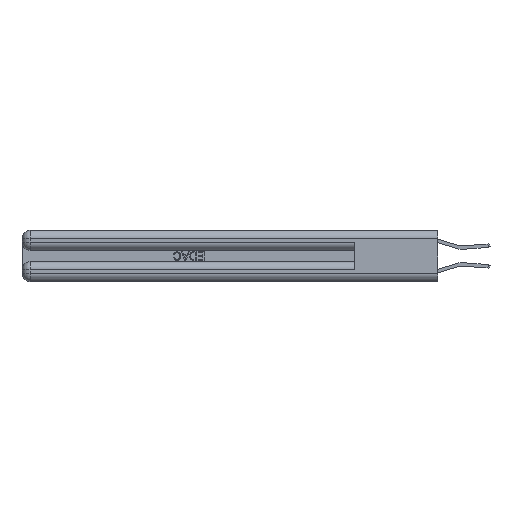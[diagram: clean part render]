
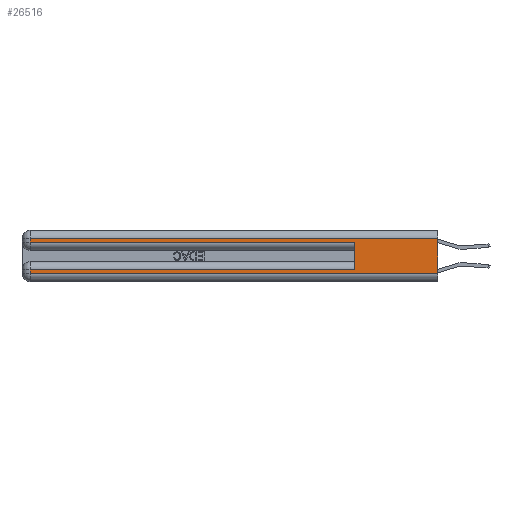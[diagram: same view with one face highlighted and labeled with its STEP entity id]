
A CAD part, left-side view. The second image highlights one B-rep face of the part: STEP entity #26516.
In plain terms, the highlighted planar face has unit normal (-1, 0, 0).
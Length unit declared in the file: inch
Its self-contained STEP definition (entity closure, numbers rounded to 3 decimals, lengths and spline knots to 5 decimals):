
#292 = CARTESIAN_POINT ( 'NONE',  ( 0., 0.6, 0.145 ) ) ;
#810 = DIRECTION ( 'NONE',  ( 0., -1., 0. ) ) ;
#870 = CARTESIAN_POINT ( 'NONE',  ( 0., 2.94, 0.31 ) ) ;
#1659 = VECTOR ( 'NONE', #25404, 39.37008 ) ;
#2389 = CARTESIAN_POINT ( 'NONE',  ( 0., 0., 0.285 ) ) ;
#2636 = VECTOR ( 'NONE', #15849, 39.37008 ) ;
#2838 = CARTESIAN_POINT ( 'NONE',  ( 0., 0.6, 0.085 ) ) ;
#3583 = LINE ( 'NONE', #5945, #28395 ) ;
#4608 = CARTESIAN_POINT ( 'NONE',  ( 0., 0., 0.06 ) ) ;
#4840 = VECTOR ( 'NONE', #17329, 39.37008 ) ;
#4951 = CARTESIAN_POINT ( 'NONE',  ( 0., 2.94, 0.37 ) ) ;
#5623 = CARTESIAN_POINT ( 'NONE',  ( 0., 2.94, 0.37 ) ) ;
#5644 = CARTESIAN_POINT ( 'NONE',  ( 0., 0., 0.37 ) ) ;
#5945 = CARTESIAN_POINT ( 'NONE',  ( 0., 0., 0.085 ) ) ;
#6980 = EDGE_CURVE ( 'NONE', #30379, #9923, #28594, .T. ) ;
#7165 = EDGE_CURVE ( 'NONE', #13860, #13091, #22035, .T. ) ;
#9679 = AXIS2_PLACEMENT_3D ( 'NONE', #20827, #23664, #11107 ) ;
#9817 = EDGE_CURVE ( 'NONE', #30587, #13091, #30640, .T. ) ;
#9851 = ORIENTED_EDGE ( 'NONE', *, *, #9817, .F. ) ;
#9923 = VERTEX_POINT ( 'NONE', #15703 ) ;
#10600 = FACE_OUTER_BOUND ( 'NONE', #27794, .T. ) ;
#11107 = DIRECTION ( 'NONE',  ( 0., 0., -1. ) ) ;
#11624 = EDGE_CURVE ( 'NONE', #19641, #17842, #3583, .T. ) ;
#12667 = LINE ( 'NONE', #4951, #1659 ) ;
#12734 = LINE ( 'NONE', #292, #31793 ) ;
#13091 = VERTEX_POINT ( 'NONE', #4608 ) ;
#13354 = DIRECTION ( 'NONE',  ( 0., 0., -1. ) ) ;
#13445 = PLANE ( 'NONE',  #9679 ) ;
#13860 = VERTEX_POINT ( 'NONE', #24484 ) ;
#13876 = ORIENTED_EDGE ( 'NONE', *, *, #26386, .T. ) ;
#14138 = DIRECTION ( 'NONE',  ( 0., 1., 0. ) ) ;
#14467 = EDGE_CURVE ( 'NONE', #17842, #13860, #12667, .T. ) ;
#15703 = CARTESIAN_POINT ( 'NONE',  ( 0., 2.94, 0.285 ) ) ;
#15849 = DIRECTION ( 'NONE',  ( 0., 0., -1. ) ) ;
#16066 = ORIENTED_EDGE ( 'NONE', *, *, #32326, .F. ) ;
#17163 = CARTESIAN_POINT ( 'NONE',  ( 0., 0., 0.06 ) ) ;
#17300 = CARTESIAN_POINT ( 'NONE',  ( 0., 0., 0.31 ) ) ;
#17329 = DIRECTION ( 'NONE',  ( 0., -1., 0. ) ) ;
#17842 = VERTEX_POINT ( 'NONE', #27048 ) ;
#17927 = ORIENTED_EDGE ( 'NONE', *, *, #7165, .T. ) ;
#19400 = VERTEX_POINT ( 'NONE', #31400 ) ;
#19641 = VERTEX_POINT ( 'NONE', #2838 ) ;
#20300 = VECTOR ( 'NONE', #13354, 39.37008 ) ;
#20827 = CARTESIAN_POINT ( 'NONE',  ( 0., 0., 0.37 ) ) ;
#21167 = DIRECTION ( 'NONE',  ( 0., 1., 0. ) ) ;
#21376 = ORIENTED_EDGE ( 'NONE', *, *, #11624, .T. ) ;
#22035 = LINE ( 'NONE', #17163, #4840 ) ;
#22044 = EDGE_CURVE ( 'NONE', #9923, #19400, #32899, .T. ) ;
#22240 = ORIENTED_EDGE ( 'NONE', *, *, #14467, .T. ) ;
#23326 = LINE ( 'NONE', #29039, #25718 ) ;
#23664 = DIRECTION ( 'NONE',  ( 1., 0., 0. ) ) ;
#24484 = CARTESIAN_POINT ( 'NONE',  ( 0., 2.94, 0.06 ) ) ;
#25404 = DIRECTION ( 'NONE',  ( 0., 0., -1. ) ) ;
#25718 = VECTOR ( 'NONE', #21167, 39.37008 ) ;
#26386 = EDGE_CURVE ( 'NONE', #30587, #30379, #23326, .T. ) ;
#26516 = ADVANCED_FACE ( 'NONE', ( #10600 ), #13445, .F. ) ;
#27048 = CARTESIAN_POINT ( 'NONE',  ( 0., 2.94, 0.085 ) ) ;
#27088 = VECTOR ( 'NONE', #810, 39.37008 ) ;
#27794 = EDGE_LOOP ( 'NONE', ( #9851, #13876, #30627, #31102, #16066, #21376, #22240, #17927 ) ) ;
#28395 = VECTOR ( 'NONE', #14138, 39.37008 ) ;
#28594 = LINE ( 'NONE', #5623, #2636 ) ;
#29039 = CARTESIAN_POINT ( 'NONE',  ( 0., 0., 0.31 ) ) ;
#30180 = DIRECTION ( 'NONE',  ( 0., 0., 1. ) ) ;
#30379 = VERTEX_POINT ( 'NONE', #870 ) ;
#30587 = VERTEX_POINT ( 'NONE', #17300 ) ;
#30627 = ORIENTED_EDGE ( 'NONE', *, *, #6980, .T. ) ;
#30640 = LINE ( 'NONE', #5644, #20300 ) ;
#31102 = ORIENTED_EDGE ( 'NONE', *, *, #22044, .T. ) ;
#31400 = CARTESIAN_POINT ( 'NONE',  ( 0., 0.6, 0.285 ) ) ;
#31793 = VECTOR ( 'NONE', #30180, 39.37008 ) ;
#32326 = EDGE_CURVE ( 'NONE', #19641, #19400, #12734, .T. ) ;
#32899 = LINE ( 'NONE', #2389, #27088 ) ;
